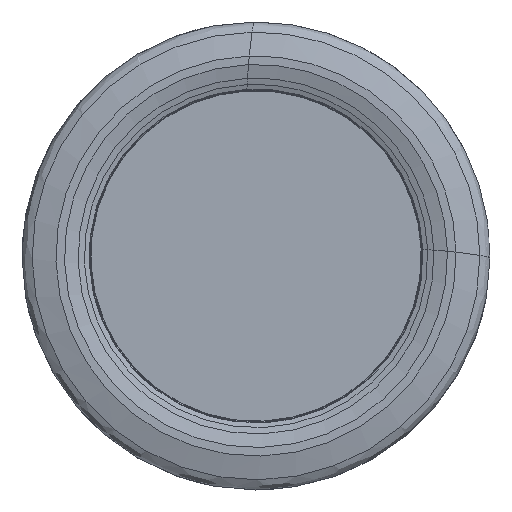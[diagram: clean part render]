
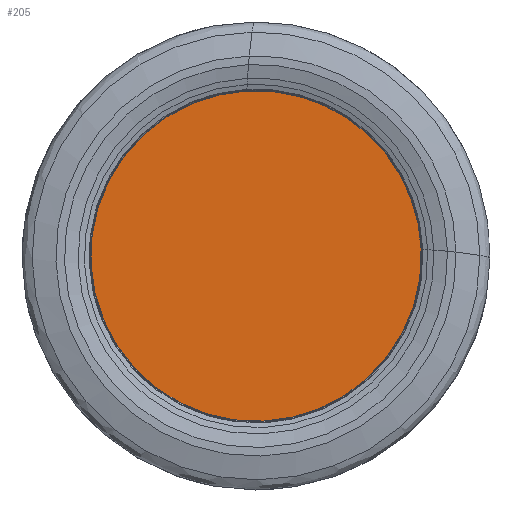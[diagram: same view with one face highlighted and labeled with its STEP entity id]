
A CAD part, left-side view. The second image highlights one B-rep face of the part: STEP entity #205.
In plain terms, the highlighted planar face has unit normal (-1, 0, 0).
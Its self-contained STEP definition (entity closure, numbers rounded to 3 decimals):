
#32=PLANE('',#1051);
#205=ADVANCED_FACE('',(#316),#32,.F.);
#316=FACE_OUTER_BOUND('',#384,.T.);
#384=EDGE_LOOP('',(#693));
#469=CIRCLE('',#1050,14.16);
#693=ORIENTED_EDGE('',*,*,#897,.T.);
#778=VERTEX_POINT('',#2293);
#897=EDGE_CURVE('',#778,#778,#469,.T.);
#1050=AXIS2_PLACEMENT_3D('',#2292,#1276,#1277);
#1051=AXIS2_PLACEMENT_3D('',#2311,#1279,#1280);
#1276=DIRECTION('',(-1.,0.,0.));
#1277=DIRECTION('',(0.,0.,1.));
#1279=DIRECTION('',(1.,0.,0.));
#1280=DIRECTION('',(0.,0.,-1.));
#2292=CARTESIAN_POINT('',(1.,0.,0.));
#2293=CARTESIAN_POINT('',(1.,0.,14.16));
#2311=CARTESIAN_POINT('',(1.,14.16,0.));
